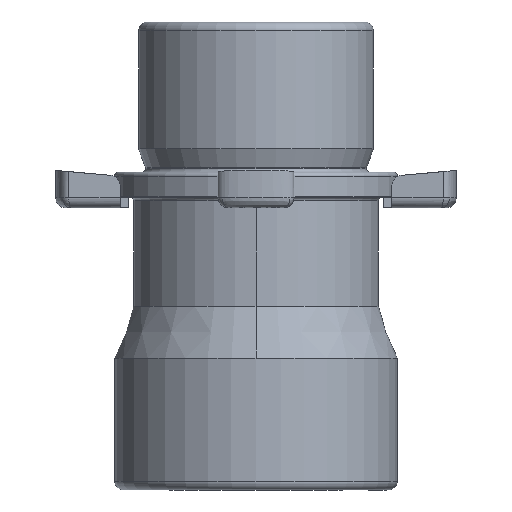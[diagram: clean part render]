
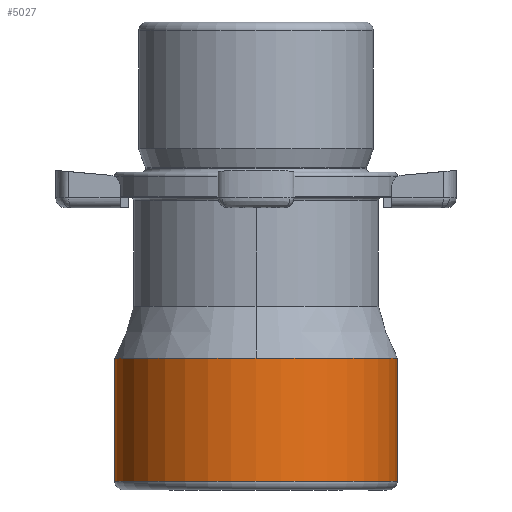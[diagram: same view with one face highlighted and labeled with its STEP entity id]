
A CAD part, left-side view. The second image highlights one B-rep face of the part: STEP entity #5027.
In plain terms, the highlighted cylindrical face has radius 26.727 mm (diameter 53.454 mm), a partial arc.
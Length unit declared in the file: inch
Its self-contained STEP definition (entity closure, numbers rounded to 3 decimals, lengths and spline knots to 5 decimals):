
#262 = VERTEX_POINT ( 'NONE', #533 ) ;
#325 = LINE ( 'NONE', #7425, #1427 ) ;
#409 = ORIENTED_EDGE ( 'NONE', *, *, #4375, .F. ) ;
#513 = ORIENTED_EDGE ( 'NONE', *, *, #10294, .T. ) ;
#533 = CARTESIAN_POINT ( 'NONE',  ( 0., -1.05225, -1.38533 ) ) ;
#1086 = DIRECTION ( 'NONE',  ( 0., 0., 1. ) ) ;
#1427 = VECTOR ( 'NONE', #8379, 39.37008 ) ;
#1943 = VERTEX_POINT ( 'NONE', #6452 ) ;
#2200 = DIRECTION ( 'NONE',  ( 0., 0., -1. ) ) ;
#2647 = CARTESIAN_POINT ( 'NONE',  ( 0., 1.05225, -2.3025 ) ) ;
#2864 = CARTESIAN_POINT ( 'NONE',  ( 0., 0., 1.14 ) ) ;
#2947 = CIRCLE ( 'NONE', #6987, 1.05225 ) ;
#2990 = CARTESIAN_POINT ( 'NONE',  ( 0., 0., -1.38533 ) ) ;
#3176 = VECTOR ( 'NONE', #1086, 39.37008 ) ;
#3619 = DIRECTION ( 'NONE',  ( 0., 0., 1. ) ) ;
#3707 = EDGE_CURVE ( 'NONE', #1943, #12274, #11811, .T. ) ;
#3940 = FACE_OUTER_BOUND ( 'NONE', #5510, .T. ) ;
#4130 = DIRECTION ( 'NONE',  ( -1., 0., 0. ) ) ;
#4375 = EDGE_CURVE ( 'NONE', #11351, #12274, #9422, .T. ) ;
#5027 = ADVANCED_FACE ( 'NONE', ( #3940 ), #11102, .T. ) ;
#5048 = AXIS2_PLACEMENT_3D ( 'NONE', #2990, #12216, #4130 ) ;
#5437 = DIRECTION ( 'NONE',  ( 0., -1., 0. ) ) ;
#5510 = EDGE_LOOP ( 'NONE', ( #409, #12523, #513, #5850, #8515 ) ) ;
#5850 = ORIENTED_EDGE ( 'NONE', *, *, #10127, .T. ) ;
#6423 = CARTESIAN_POINT ( 'NONE',  ( 0., 0., -2.3025 ) ) ;
#6452 = CARTESIAN_POINT ( 'NONE',  ( -1.05225, 0., -1.38533 ) ) ;
#6531 = VERTEX_POINT ( 'NONE', #12673 ) ;
#6575 = EDGE_CURVE ( 'NONE', #11351, #6531, #2947, .T. ) ;
#6926 = DIRECTION ( 'NONE',  ( 0., -1., 0. ) ) ;
#6987 = AXIS2_PLACEMENT_3D ( 'NONE', #6423, #3619, #5437 ) ;
#7247 = CARTESIAN_POINT ( 'NONE',  ( 0., 0., -1.38533 ) ) ;
#7425 = CARTESIAN_POINT ( 'NONE',  ( 0., -1.05225, 1.14 ) ) ;
#7722 = AXIS2_PLACEMENT_3D ( 'NONE', #7247, #2200, #10353 ) ;
#8214 = CARTESIAN_POINT ( 'NONE',  ( 0., 1.05225, -1.38533 ) ) ;
#8379 = DIRECTION ( 'NONE',  ( 0., 0., 1. ) ) ;
#8515 = ORIENTED_EDGE ( 'NONE', *, *, #3707, .T. ) ;
#9422 = LINE ( 'NONE', #12383, #3176 ) ;
#10127 = EDGE_CURVE ( 'NONE', #262, #1943, #13195, .T. ) ;
#10149 = DIRECTION ( 'NONE',  ( 0., 0., 1. ) ) ;
#10294 = EDGE_CURVE ( 'NONE', #6531, #262, #325, .T. ) ;
#10353 = DIRECTION ( 'NONE',  ( -1., 0., 0. ) ) ;
#10698 = AXIS2_PLACEMENT_3D ( 'NONE', #2864, #10149, #6926 ) ;
#11102 = CYLINDRICAL_SURFACE ( 'NONE', #10698, 1.05225 ) ;
#11351 = VERTEX_POINT ( 'NONE', #2647 ) ;
#11811 = CIRCLE ( 'NONE', #7722, 1.05225 ) ;
#12216 = DIRECTION ( 'NONE',  ( 0., 0., -1. ) ) ;
#12274 = VERTEX_POINT ( 'NONE', #8214 ) ;
#12383 = CARTESIAN_POINT ( 'NONE',  ( 0., 1.05225, 1.14 ) ) ;
#12523 = ORIENTED_EDGE ( 'NONE', *, *, #6575, .T. ) ;
#12673 = CARTESIAN_POINT ( 'NONE',  ( 0., -1.05225, -2.3025 ) ) ;
#13195 = CIRCLE ( 'NONE', #5048, 1.05225 ) ;
